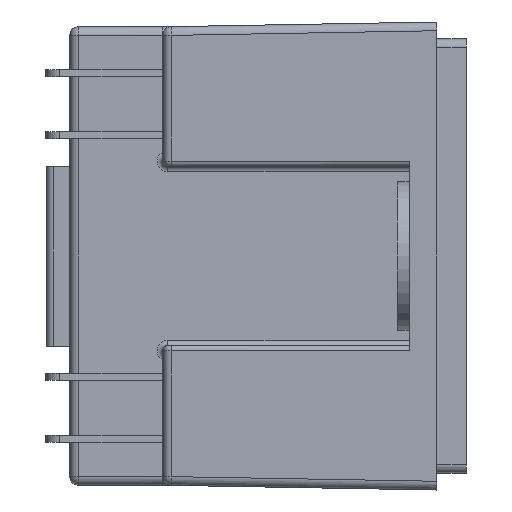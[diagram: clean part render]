
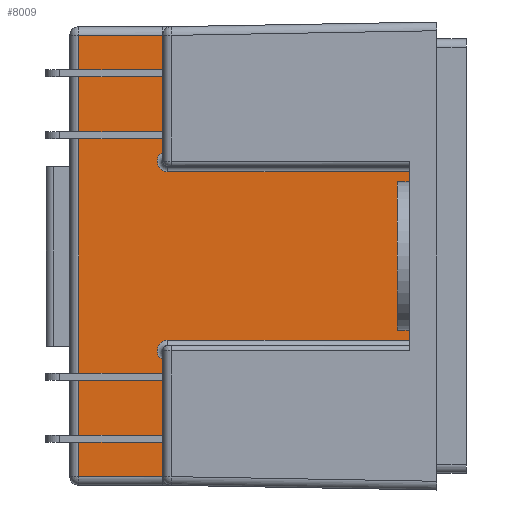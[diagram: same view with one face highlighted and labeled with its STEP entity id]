
A CAD part, left-side view. The second image highlights one B-rep face of the part: STEP entity #8009.
In plain terms, the highlighted planar face has unit normal (-1, 0, 0).
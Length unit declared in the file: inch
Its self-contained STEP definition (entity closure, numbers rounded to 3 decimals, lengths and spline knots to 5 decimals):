
#2273 = CARTESIAN_POINT ( 'NONE',  ( -1.338, 0.868, 0.62985 ) ) ;
#2292 = CARTESIAN_POINT ( 'NONE',  ( -1.338, 0.868, -0.65485 ) ) ;
#2358 = DIRECTION ( 'NONE',  ( 0., 0., 1. ) ) ;
#2364 = LINE ( 'NONE', #2292, #2407 ) ;
#2407 = VECTOR ( 'NONE', #2358, 39.37008 ) ;
#7478 = VERTEX_POINT ( 'NONE', #11418 ) ;
#7521 = VERTEX_POINT ( 'NONE', #2273 ) ;
#7523 = EDGE_CURVE ( 'NONE', #7478, #7521, #2364, .T. ) ;
#7752 = EDGE_CURVE ( 'NONE', #7762, #7760, #11351, .T. ) ;
#7760 = VERTEX_POINT ( 'NONE', #11356 ) ;
#7762 = VERTEX_POINT ( 'NONE', #11358 ) ;
#7943 = VERTEX_POINT ( 'NONE', #11870 ) ;
#7944 = ORIENTED_EDGE ( 'NONE', *, *, #7945, .T. ) ;
#7945 = EDGE_CURVE ( 'NONE', #7943, #8023, #11868, .T. ) ;
#7946 = ORIENTED_EDGE ( 'NONE', *, *, #8021, .F. ) ;
#7947 = ORIENTED_EDGE ( 'NONE', *, *, #7948, .T. ) ;
#7948 = EDGE_CURVE ( 'NONE', #8022, #7949, #11981, .T. ) ;
#7949 = VERTEX_POINT ( 'NONE', #11977 ) ;
#7950 = ORIENTED_EDGE ( 'NONE', *, *, #7951, .T. ) ;
#7951 = EDGE_CURVE ( 'NONE', #7949, #7478, #11909, .T. ) ;
#7952 = ORIENTED_EDGE ( 'NONE', *, *, #7523, .T. ) ;
#7953 = ORIENTED_EDGE ( 'NONE', *, *, #8040, .T. ) ;
#7974 = EDGE_CURVE ( 'NONE', #7760, #7943, #12002, .T. ) ;
#8009 = ADVANCED_FACE ( 'NONE', ( #12086 ), #12139, .F. ) ;
#8010 = EDGE_LOOP ( 'NONE', ( #8011, #8015, #8017, #8018, #7944, #7946, #7947, #7950, #7952, #7953 ) ) ;
#8011 = ORIENTED_EDGE ( 'NONE', *, *, #8012, .T. ) ;
#8012 = EDGE_CURVE ( 'NONE', #8013, #8014, #12132, .T. ) ;
#8013 = VERTEX_POINT ( 'NONE', #12128 ) ;
#8014 = VERTEX_POINT ( 'NONE', #12112 ) ;
#8015 = ORIENTED_EDGE ( 'NONE', *, *, #8016, .T. ) ;
#8016 = EDGE_CURVE ( 'NONE', #8014, #7762, #12111, .T. ) ;
#8017 = ORIENTED_EDGE ( 'NONE', *, *, #7752, .T. ) ;
#8018 = ORIENTED_EDGE ( 'NONE', *, *, #7974, .T. ) ;
#8021 = EDGE_CURVE ( 'NONE', #8022, #8023, #12125, .T. ) ;
#8022 = VERTEX_POINT ( 'NONE', #12121 ) ;
#8023 = VERTEX_POINT ( 'NONE', #12117 ) ;
#8040 = EDGE_CURVE ( 'NONE', #7521, #8013, #12169, .T. ) ;
#11348 = DIRECTION ( 'NONE',  ( 0., 0., 1. ) ) ;
#11349 = VECTOR ( 'NONE', #11348, 39.37008 ) ;
#11350 = CARTESIAN_POINT ( 'NONE',  ( -1.338, 0.868, -0.65485 ) ) ;
#11351 = LINE ( 'NONE', #11350, #11349 ) ;
#11356 = CARTESIAN_POINT ( 'NONE',  ( -1.338, 0.868, -0.29698 ) ) ;
#11358 = CARTESIAN_POINT ( 'NONE',  ( -1.338, 0.868, -0.62985 ) ) ;
#11418 = CARTESIAN_POINT ( 'NONE',  ( -1.338, 0.868, 0.29698 ) ) ;
#11865 = DIRECTION ( 'NONE',  ( 0., -1., 0. ) ) ;
#11866 = VECTOR ( 'NONE', #11865, 39.37008 ) ;
#11867 = CARTESIAN_POINT ( 'NONE',  ( -1.338, 0.163, -0.241 ) ) ;
#11868 = LINE ( 'NONE', #11867, #11866 ) ;
#11870 = CARTESIAN_POINT ( 'NONE',  ( -1.338, 0.853, -0.241 ) ) ;
#11902 = DIRECTION ( 'NONE',  ( 0., 0., -1. ) ) ;
#11906 = DIRECTION ( 'NONE',  ( 1., 0., 0. ) ) ;
#11907 = CARTESIAN_POINT ( 'NONE',  ( -1.338, 0.853, 0.271 ) ) ;
#11908 = AXIS2_PLACEMENT_3D ( 'NONE', #11907, #11906, #11902 ) ;
#11909 = CIRCLE ( 'NONE', #11908, 0.03 ) ;
#11977 = CARTESIAN_POINT ( 'NONE',  ( -1.338, 0.853, 0.241 ) ) ;
#11978 = DIRECTION ( 'NONE',  ( 0., 1., 0. ) ) ;
#11979 = VECTOR ( 'NONE', #11978, 39.37008 ) ;
#11980 = CARTESIAN_POINT ( 'NONE',  ( -1.338, 0.868, 0.241 ) ) ;
#11981 = LINE ( 'NONE', #11980, #11979 ) ;
#11997 = DIRECTION ( 'NONE',  ( 0., 0., -1. ) ) ;
#11998 = DIRECTION ( 'NONE',  ( 1., 0., 0. ) ) ;
#11999 = CARTESIAN_POINT ( 'NONE',  ( -1.338, 0.853, -0.271 ) ) ;
#12000 = AXIS2_PLACEMENT_3D ( 'NONE', #11999, #11998, #11997 ) ;
#12002 = CIRCLE ( 'NONE', #12000, 0.03 ) ;
#12084 = CARTESIAN_POINT ( 'NONE',  ( -1.338, 0.163, 0.256 ) ) ;
#12085 = AXIS2_PLACEMENT_3D ( 'NONE', #12084, #12105, #12104 ) ;
#12086 = FACE_OUTER_BOUND ( 'NONE', #8010, .T. ) ;
#12104 = DIRECTION ( 'NONE',  ( 0., 0., -1. ) ) ;
#12105 = DIRECTION ( 'NONE',  ( 1., 0., 0. ) ) ;
#12108 = DIRECTION ( 'NONE',  ( 0., -1., 0. ) ) ;
#12109 = VECTOR ( 'NONE', #12108, 39.37008 ) ;
#12110 = CARTESIAN_POINT ( 'NONE',  ( -1.338, 0.163, -0.62985 ) ) ;
#12111 = LINE ( 'NONE', #12110, #12109 ) ;
#12112 = CARTESIAN_POINT ( 'NONE',  ( -1.338, 1.108, -0.62985 ) ) ;
#12117 = CARTESIAN_POINT ( 'NONE',  ( -1.338, 0.163, -0.241 ) ) ;
#12121 = CARTESIAN_POINT ( 'NONE',  ( -1.338, 0.163, 0.241 ) ) ;
#12122 = DIRECTION ( 'NONE',  ( 0., 0., -1. ) ) ;
#12123 = VECTOR ( 'NONE', #12122, 39.37008 ) ;
#12124 = CARTESIAN_POINT ( 'NONE',  ( -1.338, 0.163, 0.256 ) ) ;
#12125 = LINE ( 'NONE', #12124, #12123 ) ;
#12128 = CARTESIAN_POINT ( 'NONE',  ( -1.338, 1.108, 0.62985 ) ) ;
#12129 = DIRECTION ( 'NONE',  ( 0., 0., -1. ) ) ;
#12130 = VECTOR ( 'NONE', #12129, 39.37008 ) ;
#12131 = CARTESIAN_POINT ( 'NONE',  ( -1.338, 1.108, 0.256 ) ) ;
#12132 = LINE ( 'NONE', #12131, #12130 ) ;
#12139 = PLANE ( 'NONE',  #12085 ) ;
#12166 = DIRECTION ( 'NONE',  ( 0., 1., 0. ) ) ;
#12167 = VECTOR ( 'NONE', #12166, 39.37008 ) ;
#12168 = CARTESIAN_POINT ( 'NONE',  ( -1.338, 0.163, 0.62985 ) ) ;
#12169 = LINE ( 'NONE', #12168, #12167 ) ;
